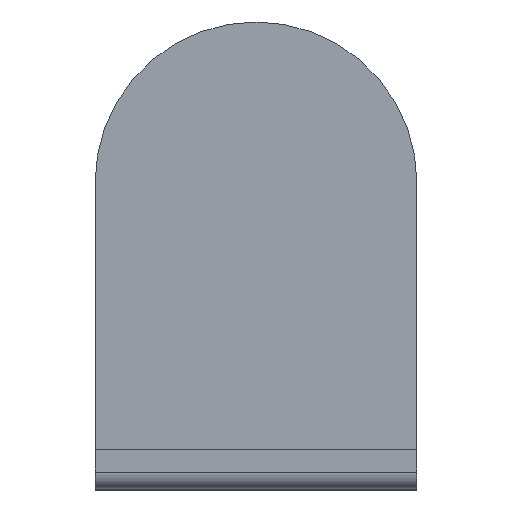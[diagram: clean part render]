
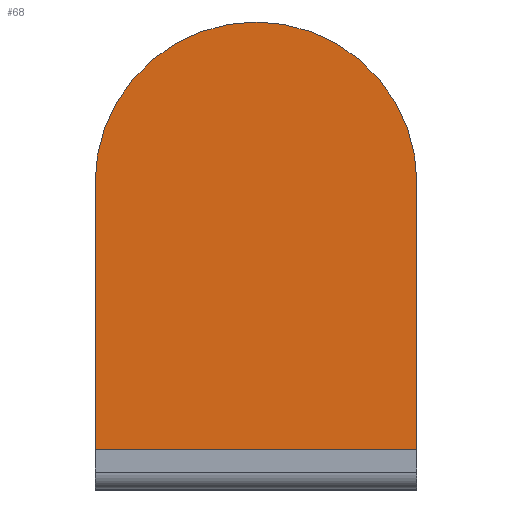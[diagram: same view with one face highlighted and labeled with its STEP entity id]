
A CAD part, top view. The second image highlights one B-rep face of the part: STEP entity #68.
In plain terms, the highlighted planar face has unit normal (0, 0, 1).
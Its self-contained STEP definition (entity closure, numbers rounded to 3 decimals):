
#68=ADVANCED_FACE('',(#132),#914,.T.);
#132=FACE_OUTER_BOUND('',#199,.T.);
#199=EDGE_LOOP('',(#414,#415,#416,#417));
#414=ORIENTED_EDGE('',*,*,#588,.F.);
#415=ORIENTED_EDGE('',*,*,#604,.F.);
#416=ORIENTED_EDGE('',*,*,#601,.F.);
#417=ORIENTED_EDGE('',*,*,#598,.F.);
#588=EDGE_CURVE('',#850,#851,#763,.T.);
#598=EDGE_CURVE('',#851,#854,#771,.T.);
#601=EDGE_CURVE('',#854,#855,#654,.T.);
#604=EDGE_CURVE('',#855,#850,#774,.T.);
#654=TRIMMED_CURVE($,#694,(#1877),(#1878),.T.,.CARTESIAN.);
#694=CIRCLE('',#1104,18.863);
#763=B_SPLINE_CURVE_WITH_KNOTS('',1,(#1848,#1849),.UNSPECIFIED.,.F.,.F.,
(2,2),(0.,37.726),.UNSPECIFIED.);
#771=B_SPLINE_CURVE_WITH_KNOTS('',1,(#1870,#1871),.UNSPECIFIED.,.F.,.F.,
(2,2),(0.,31.302),.UNSPECIFIED.);
#774=B_SPLINE_CURVE_WITH_KNOTS('',1,(#1884,#1885),.UNSPECIFIED.,.F.,.F.,
(2,2),(39.686,70.988),.UNSPECIFIED.);
#850=VERTEX_POINT('',#1560);
#851=VERTEX_POINT('',#1561);
#854=VERTEX_POINT('',#1564);
#855=VERTEX_POINT('',#1565);
#914=PLANE('',#1052);
#1052=AXIS2_PLACEMENT_3D('',#1482,#1147,$);
#1104=AXIS2_PLACEMENT_3D($,#1876,#1237,#1238);
#1147=DIRECTION('',(0.,0.,1.));
#1237=DIRECTION('',(0.,0.,-1.));
#1238=DIRECTION('',(-1.,0.,0.));
#1482=CARTESIAN_POINT('',(-6.263,31.463,59.51));
#1560=CARTESIAN_POINT('',(31.463,-18.702,59.51));
#1561=CARTESIAN_POINT('',(-6.263,-18.702,59.51));
#1564=CARTESIAN_POINT('',(-6.263,12.6,59.51));
#1565=CARTESIAN_POINT('',(31.463,12.6,59.51));
#1848=CARTESIAN_POINT('',(31.463,-18.702,59.51));
#1849=CARTESIAN_POINT('',(-6.263,-18.702,59.51));
#1870=CARTESIAN_POINT('',(-6.263,-18.702,59.51));
#1871=CARTESIAN_POINT('',(-6.263,12.6,59.51));
#1876=CARTESIAN_POINT('',(12.6,12.6,59.51));
#1877=CARTESIAN_POINT('',(-6.263,12.6,59.51));
#1878=CARTESIAN_POINT('',(31.463,12.6,59.51));
#1884=CARTESIAN_POINT('',(31.463,12.6,59.51));
#1885=CARTESIAN_POINT('',(31.463,-18.702,59.51));
